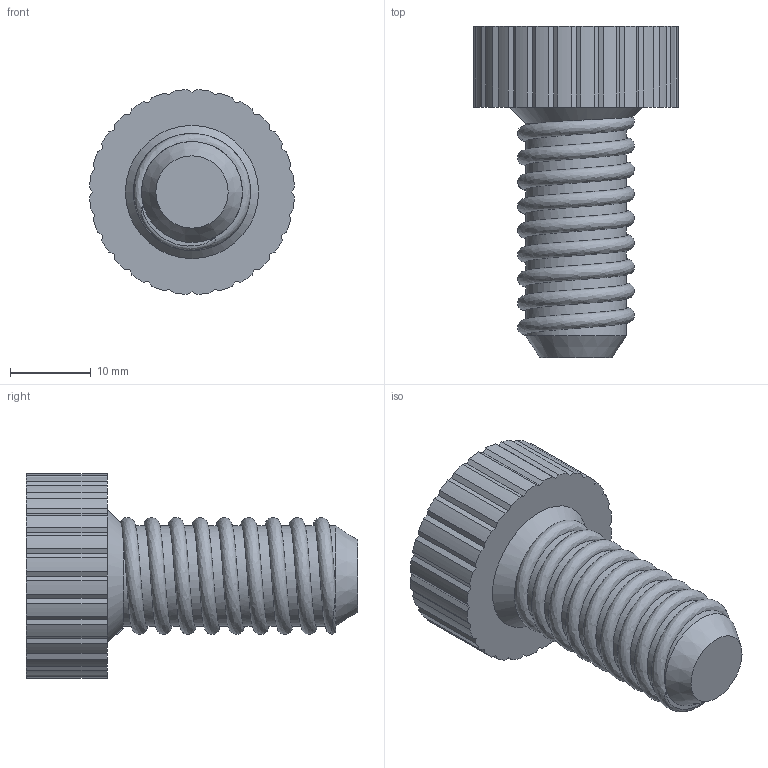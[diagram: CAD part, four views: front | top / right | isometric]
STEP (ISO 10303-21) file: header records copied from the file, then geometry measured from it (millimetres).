
FILE_DESCRIPTION(/* description */ (''),/* implementation_level */ '2;1');
FILE_NAME(/* name */ 'laptopClampScrew.stp',/* time_stamp */ '2024-12-07T14:09:08-05:00',/* author */ ('derm'),/* organization */ (''),/* preprocessor_version */ 'ST-DEVELOPER v20',/* originating_system */ 'Autodesk Inventor 2025',/* authorisation */ '');
FILE_SCHEMA (('AUTOMOTIVE_DESIGN { 1 0 10303 214 3 1 1 }'));
Length unit declared in the file: millimetre
Products named in the file (1): laptopClampScrew
Bounding box: 25.37 x 41 x 25.37 mm (x, y, z)
Volume: 9346.7 mm3; surface area: 3501.9 mm2
Topology: 1 solids, 1 shells, 105 faces, 302 edges, 200 vertices
Faces by surface type: plane 61, cylinder 38, bspline 4, cone 2
Full cylindrical faces by diameter (mm): 12.5 x8
Entity records: 6194 total; most frequent: CARTESIAN_POINT 3400, ORIENTED_EDGE 604, DIRECTION 542, EDGE_CURVE 302, LINE 208, VECTOR 208, VERTEX_POINT 200, AXIS2_PLACEMENT_3D 167
